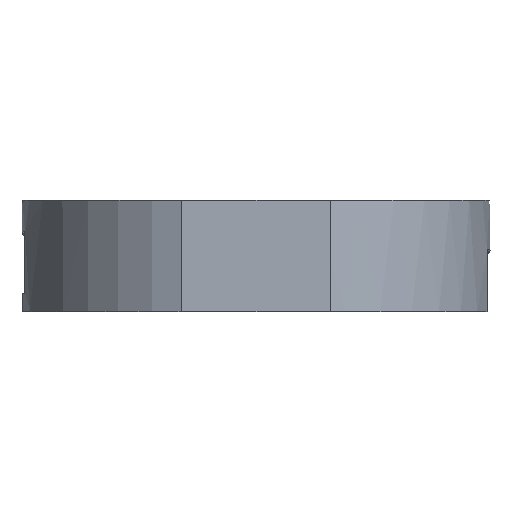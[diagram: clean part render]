
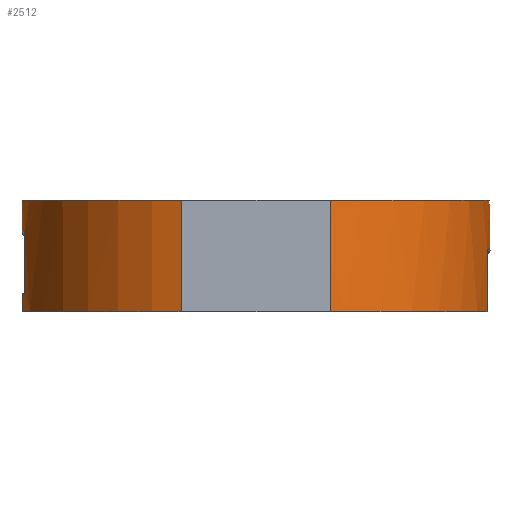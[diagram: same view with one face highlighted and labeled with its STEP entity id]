
A CAD part, front view. The second image highlights one B-rep face of the part: STEP entity #2512.
In plain terms, the highlighted cylindrical face has radius 37.824 mm (diameter 75.647 mm), a full revolution.
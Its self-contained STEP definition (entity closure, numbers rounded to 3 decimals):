
#96=LINE('',#3791,#267);
#100=LINE('',#3934,#271);
#108=LINE('',#4052,#279);
#112=LINE('',#4197,#283);
#199=LINE('',#4848,#370);
#200=LINE('',#4852,#371);
#225=LINE('',#4992,#396);
#227=LINE('',#4997,#398);
#228=LINE('',#4999,#399);
#229=LINE('',#5003,#400);
#230=LINE('',#5007,#401);
#267=VECTOR('',#2892,10.);
#271=VECTOR('',#2926,10.);
#279=VECTOR('',#2958,10.);
#283=VECTOR('',#2994,10.);
#370=VECTOR('',#3357,10.);
#371=VECTOR('',#3362,10.);
#396=VECTOR('',#3503,10.);
#398=VECTOR('',#3509,37.824);
#399=VECTOR('',#3510,10.);
#400=VECTOR('',#3513,10.);
#401=VECTOR('',#3516,10.);
#480=CYLINDRICAL_SURFACE('',#2805,37.824);
#621=FACE_OUTER_BOUND('',#772,.T.);
#772=EDGE_LOOP('',(#2194,#2195,#2196,#2197,#2198,#2199,#2200,#2201,#2202,
#2203,#2204,#2205,#2206,#2207,#2208,#2209,#2210,#2211,#2212,#2213,#2214,
#2215,#2216,#2217));
#853=CIRCLE('',#2566,37.824);
#867=CIRCLE('',#2593,37.824);
#868=CIRCLE('',#2594,37.824);
#878=CIRCLE('',#2612,37.824);
#883=CIRCLE('',#2617,37.824);
#955=CIRCLE('',#2741,37.824);
#962=CIRCLE('',#2753,37.824);
#981=CIRCLE('',#2782,37.824);
#982=CIRCLE('',#2783,37.824);
#990=CIRCLE('',#2806,37.824);
#991=CIRCLE('',#2807,37.824);
#992=CIRCLE('',#2808,37.824);
#1012=VERTEX_POINT('',#3712);
#1020=VERTEX_POINT('',#3790);
#1022=VERTEX_POINT('',#3796);
#1030=VERTEX_POINT('',#3932);
#1034=VERTEX_POINT('',#3982);
#1042=VERTEX_POINT('',#4051);
#1044=VERTEX_POINT('',#4057);
#1045=VERTEX_POINT('',#4070);
#1053=VERTEX_POINT('',#4195);
#1185=VERTEX_POINT('',#4809);
#1186=VERTEX_POINT('',#4824);
#1189=VERTEX_POINT('',#4846);
#1190=VERTEX_POINT('',#4851);
#1197=VERTEX_POINT('',#4871);
#1215=VERTEX_POINT('',#4955);
#1216=VERTEX_POINT('',#4957);
#1221=VERTEX_POINT('',#4991);
#1223=VERTEX_POINT('',#4998);
#1224=VERTEX_POINT('',#5000);
#1225=VERTEX_POINT('',#5002);
#1226=VERTEX_POINT('',#5004);
#1227=VERTEX_POINT('',#5006);
#1264=EDGE_CURVE('',#1020,#1012,#96,.T.);
#1268=EDGE_CURVE('',#1022,#1012,#853,.T.);
#1281=EDGE_CURVE('',#1030,#1022,#100,.T.);
#1298=EDGE_CURVE('',#1042,#1034,#108,.T.);
#1302=EDGE_CURVE('',#1044,#1045,#867,.T.);
#1303=EDGE_CURVE('',#1045,#1034,#868,.T.);
#1316=EDGE_CURVE('',#1053,#1044,#112,.T.);
#1325=EDGE_CURVE('',#1042,#1030,#878,.T.);
#1335=EDGE_CURVE('',#1020,#1053,#883,.T.);
#1506=EDGE_CURVE('',#1185,#1186,#955,.T.);
#1510=EDGE_CURVE('',#1189,#1185,#199,.T.);
#1512=EDGE_CURVE('',#1186,#1190,#200,.T.);
#1522=EDGE_CURVE('',#1190,#1197,#962,.T.);
#1555=EDGE_CURVE('',#1215,#1216,#981,.T.);
#1556=EDGE_CURVE('',#1216,#1189,#982,.T.);
#1571=EDGE_CURVE('',#1197,#1221,#225,.T.);
#1574=EDGE_CURVE('',#1216,#1045,#227,.T.);
#1575=EDGE_CURVE('',#1223,#1215,#228,.T.);
#1576=EDGE_CURVE('',#1223,#1224,#990,.T.);
#1577=EDGE_CURVE('',#1225,#1224,#229,.T.);
#1578=EDGE_CURVE('',#1226,#1225,#991,.T.);
#1579=EDGE_CURVE('',#1227,#1226,#230,.T.);
#1580=EDGE_CURVE('',#1227,#1221,#992,.T.);
#2194=ORIENTED_EDGE('',*,*,#1510,.F.);
#2195=ORIENTED_EDGE('',*,*,#1556,.F.);
#2196=ORIENTED_EDGE('',*,*,#1574,.T.);
#2197=ORIENTED_EDGE('',*,*,#1302,.F.);
#2198=ORIENTED_EDGE('',*,*,#1316,.F.);
#2199=ORIENTED_EDGE('',*,*,#1335,.F.);
#2200=ORIENTED_EDGE('',*,*,#1264,.T.);
#2201=ORIENTED_EDGE('',*,*,#1268,.F.);
#2202=ORIENTED_EDGE('',*,*,#1281,.F.);
#2203=ORIENTED_EDGE('',*,*,#1325,.F.);
#2204=ORIENTED_EDGE('',*,*,#1298,.T.);
#2205=ORIENTED_EDGE('',*,*,#1303,.F.);
#2206=ORIENTED_EDGE('',*,*,#1574,.F.);
#2207=ORIENTED_EDGE('',*,*,#1555,.F.);
#2208=ORIENTED_EDGE('',*,*,#1575,.F.);
#2209=ORIENTED_EDGE('',*,*,#1576,.T.);
#2210=ORIENTED_EDGE('',*,*,#1577,.F.);
#2211=ORIENTED_EDGE('',*,*,#1578,.F.);
#2212=ORIENTED_EDGE('',*,*,#1579,.F.);
#2213=ORIENTED_EDGE('',*,*,#1580,.T.);
#2214=ORIENTED_EDGE('',*,*,#1571,.F.);
#2215=ORIENTED_EDGE('',*,*,#1522,.F.);
#2216=ORIENTED_EDGE('',*,*,#1512,.F.);
#2217=ORIENTED_EDGE('',*,*,#1506,.F.);
#2512=ADVANCED_FACE('',(#621),#480,.T.);
#2566=AXIS2_PLACEMENT_3D('',#3809,#2899,#2900);
#2593=AXIS2_PLACEMENT_3D('',#4071,#2965,#2966);
#2594=AXIS2_PLACEMENT_3D('',#4072,#2967,#2968);
#2612=AXIS2_PLACEMENT_3D('',#4215,#3012,#3013);
#2617=AXIS2_PLACEMENT_3D('',#4233,#3027,#3028);
#2741=AXIS2_PLACEMENT_3D('',#4825,#3350,#3351);
#2753=AXIS2_PLACEMENT_3D('',#4872,#3382,#3383);
#2782=AXIS2_PLACEMENT_3D('',#4958,#3452,#3453);
#2783=AXIS2_PLACEMENT_3D('',#4959,#3454,#3455);
#2805=AXIS2_PLACEMENT_3D('',#4996,#3507,#3508);
#2806=AXIS2_PLACEMENT_3D('',#5001,#3511,#3512);
#2807=AXIS2_PLACEMENT_3D('',#5005,#3514,#3515);
#2808=AXIS2_PLACEMENT_3D('',#5008,#3517,#3518);
#2892=DIRECTION('',(0.,0.,-1.));
#2899=DIRECTION('center_axis',(0.,0.,1.));
#2900=DIRECTION('ref_axis',(0.,-1.,0.));
#2926=DIRECTION('',(0.,0.,-1.));
#2958=DIRECTION('',(0.,0.,-1.));
#2965=DIRECTION('center_axis',(0.,0.,1.));
#2966=DIRECTION('ref_axis',(0.,1.,0.));
#2967=DIRECTION('center_axis',(0.,0.,1.));
#2968=DIRECTION('ref_axis',(0.,1.,0.));
#2994=DIRECTION('',(0.,0.,-1.));
#3012=DIRECTION('center_axis',(0.,0.,1.));
#3013=DIRECTION('ref_axis',(0.,-1.,0.));
#3027=DIRECTION('center_axis',(0.,0.,1.));
#3028=DIRECTION('ref_axis',(0.,-1.,0.));
#3350=DIRECTION('center_axis',(0.,0.,-1.));
#3351=DIRECTION('ref_axis',(1.,0.,0.));
#3357=DIRECTION('',(0.,0.,1.));
#3362=DIRECTION('',(0.,0.,-1.));
#3382=DIRECTION('center_axis',(0.,0.,-1.));
#3383=DIRECTION('ref_axis',(0.,-1.,0.));
#3452=DIRECTION('center_axis',(0.,0.,-1.));
#3453=DIRECTION('ref_axis',(0.,-1.,0.));
#3454=DIRECTION('center_axis',(0.,0.,-1.));
#3455=DIRECTION('ref_axis',(0.,-1.,0.));
#3503=DIRECTION('',(0.,0.,1.));
#3507=DIRECTION('center_axis',(0.,0.,-1.));
#3508=DIRECTION('ref_axis',(0.,-1.,0.));
#3509=DIRECTION('',(0.,0.,1.));
#3510=DIRECTION('',(0.,0.,-1.));
#3511=DIRECTION('center_axis',(0.,0.,-1.));
#3512=DIRECTION('ref_axis',(0.,-1.,0.));
#3513=DIRECTION('',(0.,0.,-1.));
#3514=DIRECTION('center_axis',(0.,0.,-1.));
#3515=DIRECTION('ref_axis',(-1.,0.,0.));
#3516=DIRECTION('',(0.,0.,1.));
#3517=DIRECTION('center_axis',(0.,0.,-1.));
#3518=DIRECTION('ref_axis',(0.,-1.,0.));
#3712=CARTESIAN_POINT('',(10.73,-36.27,-5.));
#3790=CARTESIAN_POINT('',(10.73,-36.27,0.));
#3791=CARTESIAN_POINT('',(10.73,-36.27,0.));
#3796=CARTESIAN_POINT('',(-10.73,-36.27,-5.));
#3809=CARTESIAN_POINT('Origin',(0.,0.,-5.));
#3932=CARTESIAN_POINT('',(-10.73,-36.27,0.));
#3934=CARTESIAN_POINT('',(-10.73,-36.27,0.));
#3982=CARTESIAN_POINT('',(-10.73,36.27,-5.));
#4051=CARTESIAN_POINT('',(-10.73,36.27,0.));
#4052=CARTESIAN_POINT('',(-10.73,36.27,0.));
#4057=CARTESIAN_POINT('',(10.73,36.27,-5.));
#4070=CARTESIAN_POINT('',(0.,37.824,-5.));
#4071=CARTESIAN_POINT('Origin',(0.,0.,-5.));
#4072=CARTESIAN_POINT('Origin',(0.,0.,-5.));
#4195=CARTESIAN_POINT('',(10.73,36.27,0.));
#4197=CARTESIAN_POINT('',(10.73,36.27,0.));
#4215=CARTESIAN_POINT('Origin',(0.,0.,0.));
#4233=CARTESIAN_POINT('Origin',(0.,0.,0.));
#4809=CARTESIAN_POINT('',(37.299,6.279,-8.));
#4824=CARTESIAN_POINT('',(37.299,-6.279,-8.));
#4825=CARTESIAN_POINT('Origin',(0.,0.,-8.));
#4846=CARTESIAN_POINT('',(37.299,6.279,-18.));
#4848=CARTESIAN_POINT('',(37.299,6.279,0.));
#4851=CARTESIAN_POINT('',(37.299,-6.279,-18.));
#4852=CARTESIAN_POINT('',(37.299,-6.279,0.));
#4871=CARTESIAN_POINT('',(-37.646,-3.662,-18.));
#4872=CARTESIAN_POINT('Origin',(0.,0.,-18.));
#4955=CARTESIAN_POINT('',(-37.646,3.662,-18.));
#4957=CARTESIAN_POINT('',(0.,37.824,-18.));
#4958=CARTESIAN_POINT('Origin',(0.,0.,-18.));
#4959=CARTESIAN_POINT('Origin',(0.,0.,-18.));
#4991=CARTESIAN_POINT('',(-37.646,-3.662,-15.));
#4992=CARTESIAN_POINT('',(-37.646,-3.662,0.));
#4996=CARTESIAN_POINT('Origin',(0.,0.,0.));
#4997=CARTESIAN_POINT('',(0.,37.824,0.));
#4998=CARTESIAN_POINT('',(-37.646,3.662,-15.));
#4999=CARTESIAN_POINT('',(-37.646,3.662,0.));
#5000=CARTESIAN_POINT('',(-37.299,6.279,-15.));
#5001=CARTESIAN_POINT('Origin',(0.,0.,-15.));
#5002=CARTESIAN_POINT('',(-37.299,6.279,-5.));
#5003=CARTESIAN_POINT('',(-37.299,6.279,0.));
#5004=CARTESIAN_POINT('',(-37.299,-6.279,-5.));
#5005=CARTESIAN_POINT('Origin',(0.,0.,-5.));
#5006=CARTESIAN_POINT('',(-37.299,-6.279,-15.));
#5007=CARTESIAN_POINT('',(-37.299,-6.279,0.));
#5008=CARTESIAN_POINT('Origin',(0.,0.,-15.));
